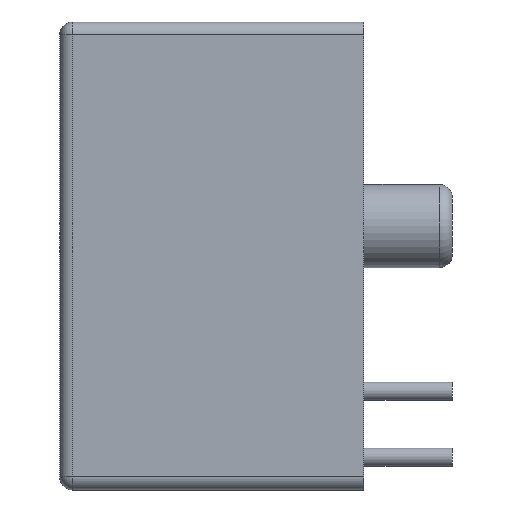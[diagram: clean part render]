
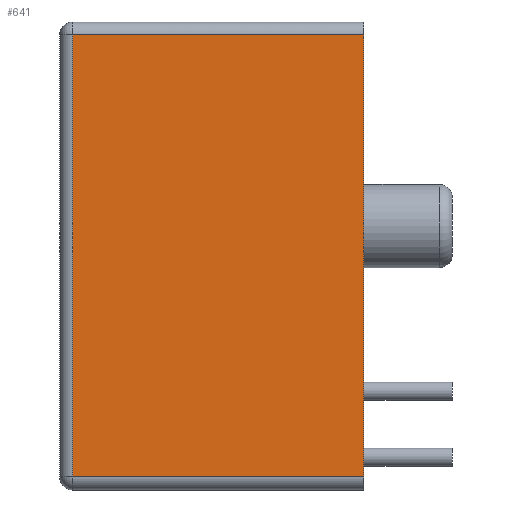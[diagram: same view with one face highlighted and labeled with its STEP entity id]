
A CAD part, left-side view. The second image highlights one B-rep face of the part: STEP entity #641.
In plain terms, the highlighted planar face has unit normal (-1, 0, 0).
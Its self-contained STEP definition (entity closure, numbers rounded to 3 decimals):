
#27=PLANE('',#718);
#56=LINE('',#1024,#106);
#59=LINE('',#1038,#109);
#60=LINE('',#1039,#110);
#61=LINE('',#1040,#111);
#106=VECTOR('',#829,1000.);
#109=VECTOR('',#842,1000.);
#110=VECTOR('',#843,1000.);
#111=VECTOR('',#844,1000.);
#170=FACE_OUTER_BOUND('',#217,.T.);
#217=EDGE_LOOP('',(#473,#474,#475,#476));
#303=VERTEX_POINT('',#1022);
#304=VERTEX_POINT('',#1023);
#309=VERTEX_POINT('',#1036);
#310=VERTEX_POINT('',#1037);
#363=EDGE_CURVE('',#303,#304,#56,.T.);
#370=EDGE_CURVE('',#309,#310,#59,.T.);
#371=EDGE_CURVE('',#310,#303,#60,.T.);
#372=EDGE_CURVE('',#304,#309,#61,.T.);
#473=ORIENTED_EDGE('',*,*,#370,.T.);
#474=ORIENTED_EDGE('',*,*,#371,.T.);
#475=ORIENTED_EDGE('',*,*,#363,.T.);
#476=ORIENTED_EDGE('',*,*,#372,.T.);
#641=ADVANCED_FACE('',(#170),#27,.T.);
#718=AXIS2_PLACEMENT_3D('',#1035,#840,#841);
#829=DIRECTION('',(0.,0.,1.));
#840=DIRECTION('center_axis',(-1.,0.,0.));
#841=DIRECTION('ref_axis',(0.,0.,1.));
#842=DIRECTION('',(0.,0.,-1.));
#843=DIRECTION('',(0.,-1.,0.));
#844=DIRECTION('',(0.,1.,0.));
#1022=CARTESIAN_POINT('',(-5.59,-5.85,-17.5));
#1023=CARTESIAN_POINT('',(-5.59,-5.85,-0.5));
#1024=CARTESIAN_POINT('',(-5.59,-5.85,-18.));
#1035=CARTESIAN_POINT('Origin',(-5.59,5.85,-18.));
#1036=CARTESIAN_POINT('',(-5.59,5.35,-0.5));
#1037=CARTESIAN_POINT('',(-5.59,5.35,-17.5));
#1038=CARTESIAN_POINT('',(-5.59,5.35,-18.));
#1039=CARTESIAN_POINT('',(-5.59,-5.85,-17.5));
#1040=CARTESIAN_POINT('',(-5.59,5.85,-0.5));
